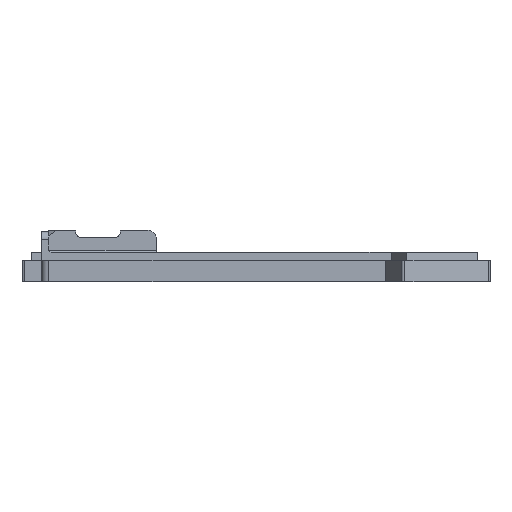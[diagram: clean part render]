
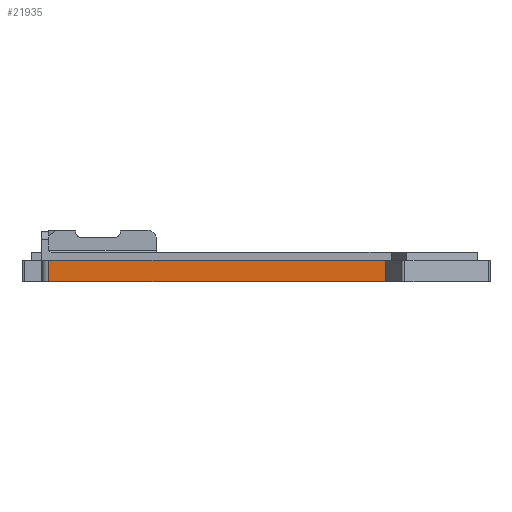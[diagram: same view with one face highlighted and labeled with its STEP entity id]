
A CAD part, left-side view. The second image highlights one B-rep face of the part: STEP entity #21935.
In plain terms, the highlighted planar face has unit normal (-1, 0, 0).
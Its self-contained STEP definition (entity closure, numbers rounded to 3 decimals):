
#2977=FACE_OUTER_BOUND('',#4233,.T.);
#4233=EDGE_LOOP('',(#20134,#20135,#20136,#20137));
#4422=LINE('',#28551,#6492);
#4525=LINE('',#29211,#6595);
#6312=LINE('',#40259,#8382);
#6313=LINE('',#40261,#8383);
#6492=VECTOR('',#23304,10.);
#6595=VECTOR('',#23493,10.);
#8382=VECTOR('',#27116,10.);
#8383=VECTOR('',#27119,10.);
#8575=VERTEX_POINT('',#28548);
#8576=VERTEX_POINT('',#28550);
#8712=VERTEX_POINT('',#29208);
#8713=VERTEX_POINT('',#29210);
#10783=EDGE_CURVE('',#8576,#8575,#4422,.T.);
#10961=EDGE_CURVE('',#8712,#8713,#4525,.T.);
#13724=EDGE_CURVE('',#8713,#8575,#6312,.T.);
#13725=EDGE_CURVE('',#8712,#8576,#6313,.T.);
#20134=ORIENTED_EDGE('',*,*,#10961,.F.);
#20135=ORIENTED_EDGE('',*,*,#13725,.T.);
#20136=ORIENTED_EDGE('',*,*,#10783,.T.);
#20137=ORIENTED_EDGE('',*,*,#13724,.F.);
#20773=PLANE('',#22983);
#21935=ADVANCED_FACE('',(#2977),#20773,.F.);
#22983=AXIS2_PLACEMENT_3D('',#40260,#27117,#27118);
#23304=DIRECTION('',(0.,-1.,0.));
#23493=DIRECTION('',(0.,-1.,0.));
#27116=DIRECTION('',(0.,0.,-1.));
#27117=DIRECTION('center_axis',(1.,0.,0.));
#27118=DIRECTION('ref_axis',(0.,-1.,0.));
#27119=DIRECTION('',(0.,0.,-1.));
#28548=CARTESIAN_POINT('',(162.581,-120.425,-6.7));
#28550=CARTESIAN_POINT('',(162.581,-49.155,-6.7));
#28551=CARTESIAN_POINT('',(162.581,-49.155,-6.7));
#29208=CARTESIAN_POINT('',(162.581,-49.155,-2.2));
#29210=CARTESIAN_POINT('',(162.581,-120.425,-2.2));
#29211=CARTESIAN_POINT('',(162.581,-49.155,-2.2));
#40259=CARTESIAN_POINT('',(162.581,-120.425,-2.2));
#40260=CARTESIAN_POINT('Origin',(162.581,-49.155,-2.2));
#40261=CARTESIAN_POINT('',(162.581,-49.155,-2.2));
